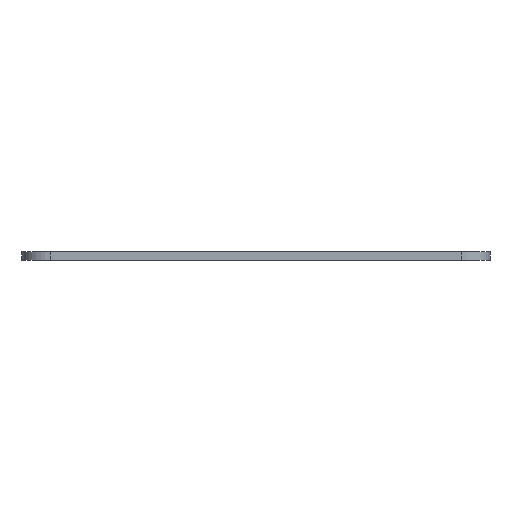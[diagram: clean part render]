
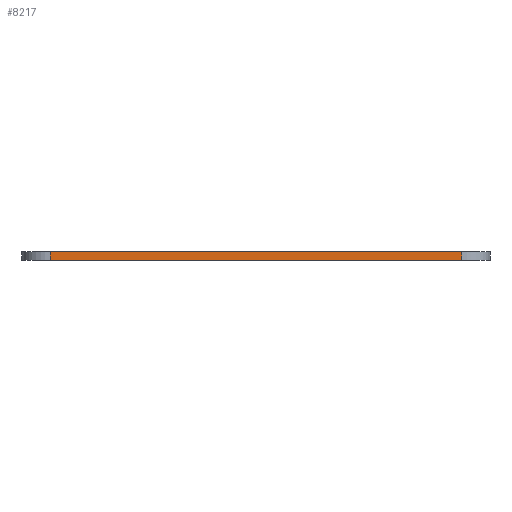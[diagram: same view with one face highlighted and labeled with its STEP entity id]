
A CAD part, front view. The second image highlights one B-rep face of the part: STEP entity #8217.
In plain terms, the highlighted planar face has unit normal (0, -1, 0).
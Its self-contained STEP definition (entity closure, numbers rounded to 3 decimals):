
#292=PLANE('',#8464);
#687=FACE_OUTER_BOUND('',#1156,.T.);
#1156=EDGE_LOOP('',(#7195,#7196,#7197,#7198));
#1732=LINE('',#16023,#2386);
#1783=LINE('',#16220,#2437);
#1784=LINE('',#16223,#2438);
#1785=LINE('',#16224,#2439);
#2386=VECTOR('',#9256,10.);
#2437=VECTOR('',#9419,10.);
#2438=VECTOR('',#9422,10.);
#2439=VECTOR('',#9423,10.);
#3716=VERTEX_POINT('',#16020);
#3717=VERTEX_POINT('',#16022);
#3807=VERTEX_POINT('',#16218);
#3808=VERTEX_POINT('',#16222);
#4870=EDGE_CURVE('',#3716,#3717,#1732,.T.);
#4966=EDGE_CURVE('',#3717,#3807,#1783,.T.);
#4967=EDGE_CURVE('',#3808,#3716,#1784,.T.);
#4968=EDGE_CURVE('',#3807,#3808,#1785,.T.);
#7195=ORIENTED_EDGE('',*,*,#4966,.F.);
#7196=ORIENTED_EDGE('',*,*,#4870,.F.);
#7197=ORIENTED_EDGE('',*,*,#4967,.F.);
#7198=ORIENTED_EDGE('',*,*,#4968,.F.);
#8217=ADVANCED_FACE('',(#687),#292,.T.);
#8464=AXIS2_PLACEMENT_3D('',#16221,#9420,#9421);
#9256=DIRECTION('',(-1.,0.,0.));
#9419=DIRECTION('',(0.,0.,1.));
#9420=DIRECTION('center_axis',(0.,-1.,0.));
#9421=DIRECTION('ref_axis',(1.,0.,0.));
#9422=DIRECTION('',(0.,0.,-1.));
#9423=DIRECTION('',(1.,0.,0.));
#16020=CARTESIAN_POINT('',(65.767,-69.046,0.));
#16022=CARTESIAN_POINT('',(-6.896,-69.046,0.));
#16023=CARTESIAN_POINT('',(70.767,-69.046,0.));
#16218=CARTESIAN_POINT('',(-6.896,-69.046,1.5));
#16220=CARTESIAN_POINT('',(-6.896,-69.046,0.));
#16221=CARTESIAN_POINT('Origin',(-11.896,-69.046,0.));
#16222=CARTESIAN_POINT('',(65.767,-69.046,1.5));
#16223=CARTESIAN_POINT('',(65.767,-69.046,0.));
#16224=CARTESIAN_POINT('',(70.767,-69.046,1.5));
